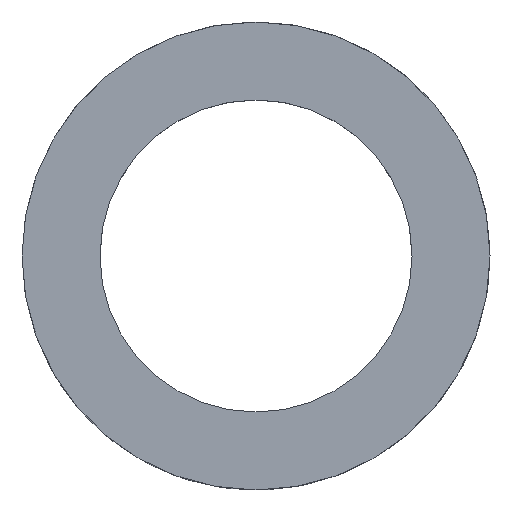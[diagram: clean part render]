
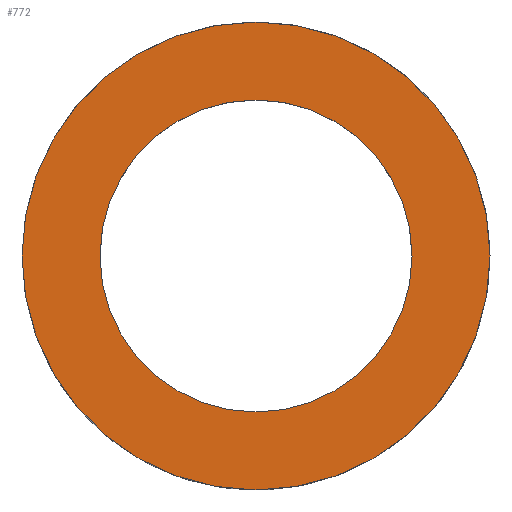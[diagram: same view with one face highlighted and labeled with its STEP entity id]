
A CAD part, top view. The second image highlights one B-rep face of the part: STEP entity #772.
In plain terms, the highlighted planar face has unit normal (0, 0, 1).
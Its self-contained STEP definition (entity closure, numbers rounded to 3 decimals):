
#55=PLANE('',#867);
#389=ORIENTED_EDGE('',*,*,#406,.T.);
#390=ORIENTED_EDGE('',*,*,#504,.F.);
#406=EDGE_CURVE('',#511,#511,#582,.F.);
#504=EDGE_CURVE('',#578,#578,#616,.F.);
#511=VERTEX_POINT('',#1107);
#578=VERTEX_POINT('',#1314);
#582=CIRCLE('',#795,30.);
#616=CIRCLE('',#865,20.);
#663=EDGE_LOOP('',(#389));
#664=EDGE_LOOP('',(#390));
#715=FACE_BOUND('',#663,.T.);
#716=FACE_BOUND('',#664,.T.);
#772=ADVANCED_FACE('',(#715,#716),#55,.F.);
#795=AXIS2_PLACEMENT_3D('',#1106,#878,#879);
#865=AXIS2_PLACEMENT_3D('',#1313,#1080,#1081);
#867=AXIS2_PLACEMENT_3D('',#1316,#1084,#1085);
#878=DIRECTION('',(0.,0.,-1.));
#879=DIRECTION('',(-1.,0.,0.));
#1080=DIRECTION('',(0.,0.,-1.));
#1081=DIRECTION('',(-1.,0.,0.));
#1084=DIRECTION('',(0.,0.,-1.));
#1085=DIRECTION('',(-1.,0.,0.));
#1106=CARTESIAN_POINT('',(0.,0.002,-6.75));
#1107=CARTESIAN_POINT('',(-30.,0.002,-6.75));
#1313=CARTESIAN_POINT('',(0.,0.002,-6.75));
#1314=CARTESIAN_POINT('',(-20.,0.002,-6.75));
#1316=CARTESIAN_POINT('',(0.,0.002,-6.75));
